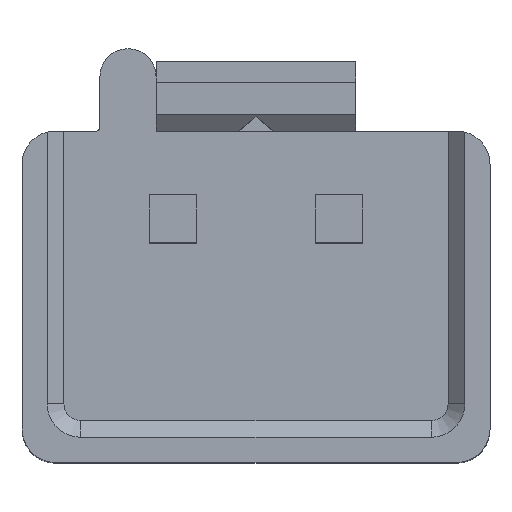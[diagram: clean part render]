
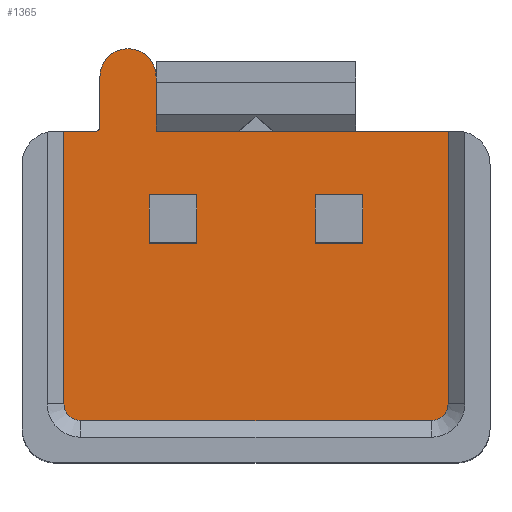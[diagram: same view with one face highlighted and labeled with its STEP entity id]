
A CAD part, top view. The second image highlights one B-rep face of the part: STEP entity #1365.
In plain terms, the highlighted planar face has unit normal (0, 0, 1).
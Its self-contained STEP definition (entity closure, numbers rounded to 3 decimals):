
#167=DIRECTION('',(1.,0.,0.));
#168=VECTOR('',#167,0.735);
#169=CARTESIAN_POINT('',(-4.585,3.955,-9.));
#170=LINE('',#169,#168);
#171=DIRECTION('',(0.,-1.,0.));
#172=VECTOR('',#171,1.185);
#173=CARTESIAN_POINT('',(-3.725,5.265,-9.));
#174=LINE('',#173,#172);
#175=CARTESIAN_POINT('',(-3.055,5.265,-9.));
#176=DIRECTION('',(0.,0.,1.));
#177=DIRECTION('',(1.,0.,0.));
#178=AXIS2_PLACEMENT_3D('',#175,#176,#177);
#180=DIRECTION('',(0.,1.,0.));
#181=VECTOR('',#180,0.231);
#182=CARTESIAN_POINT('',(-2.385,5.034,-9.));
#183=LINE('',#182,#181);
#184=DIRECTION('',(1.,0.,0.));
#185=VECTOR('',#184,4.77);
#186=CARTESIAN_POINT('',(-2.385,3.955,-9.));
#187=LINE('',#186,#185);
#188=DIRECTION('',(1.,0.,0.));
#189=VECTOR('',#188,2.2);
#190=CARTESIAN_POINT('',(2.385,3.955,-9.));
#191=LINE('',#190,#189);
#192=CARTESIAN_POINT('',(4.185,-2.555,-9.));
#193=DIRECTION('',(0.,0.,1.));
#194=DIRECTION('',(0.,-1.,0.));
#195=AXIS2_PLACEMENT_3D('',#192,#193,#194);
#197=DIRECTION('',(-1.,0.,0.));
#198=VECTOR('',#197,8.37);
#199=CARTESIAN_POINT('',(4.185,-2.955,-9.));
#200=LINE('',#199,#198);
#201=CARTESIAN_POINT('',(-4.185,-2.555,-9.));
#202=DIRECTION('',(0.,0.,1.));
#203=DIRECTION('',(-1.,0.,0.));
#204=AXIS2_PLACEMENT_3D('',#201,#202,#203);
#206=DIRECTION('',(0.,-1.,0.));
#207=VECTOR('',#206,1.14);
#208=CARTESIAN_POINT('',(-2.55,2.435,-9.));
#209=LINE('',#208,#207);
#210=DIRECTION('',(1.,0.,0.));
#211=VECTOR('',#210,1.14);
#212=CARTESIAN_POINT('',(-2.55,1.295,-9.));
#213=LINE('',#212,#211);
#214=DIRECTION('',(0.,1.,0.));
#215=VECTOR('',#214,1.14);
#216=CARTESIAN_POINT('',(-1.41,1.295,-9.));
#217=LINE('',#216,#215);
#218=DIRECTION('',(-1.,0.,0.));
#219=VECTOR('',#218,1.14);
#220=CARTESIAN_POINT('',(-1.41,2.435,-9.));
#221=LINE('',#220,#219);
#222=DIRECTION('',(0.,-1.,0.));
#223=VECTOR('',#222,1.14);
#224=CARTESIAN_POINT('',(1.41,2.435,-9.));
#225=LINE('',#224,#223);
#226=DIRECTION('',(1.,0.,0.));
#227=VECTOR('',#226,1.14);
#228=CARTESIAN_POINT('',(1.41,1.295,-9.));
#229=LINE('',#228,#227);
#230=DIRECTION('',(0.,1.,0.));
#231=VECTOR('',#230,1.14);
#232=CARTESIAN_POINT('',(2.55,1.295,-9.));
#233=LINE('',#232,#231);
#234=DIRECTION('',(-1.,0.,0.));
#235=VECTOR('',#234,1.14);
#236=CARTESIAN_POINT('',(2.55,2.435,-9.));
#237=LINE('',#236,#235);
#243=CARTESIAN_POINT('',(-3.85,4.08,-9.));
#244=DIRECTION('',(0.,0.,-1.));
#245=DIRECTION('',(1.,0.,0.));
#246=AXIS2_PLACEMENT_3D('',#243,#244,#245);
#481=DIRECTION('',(0.,1.,0.));
#482=VECTOR('',#481,1.079);
#483=CARTESIAN_POINT('',(-2.385,3.955,-9.));
#484=LINE('',#483,#482);
#537=DIRECTION('',(0.,1.,0.));
#538=VECTOR('',#537,6.51);
#539=CARTESIAN_POINT('',(4.585,-2.555,-9.));
#540=LINE('',#539,#538);
#679=DIRECTION('',(0.,-1.,0.));
#680=VECTOR('',#679,6.51);
#681=CARTESIAN_POINT('',(-4.585,3.955,-9.));
#682=LINE('',#681,#680);
#832=CARTESIAN_POINT('',(2.385,3.955,-9.));
#834=VERTEX_POINT('',#832);
#847=CARTESIAN_POINT('',(4.185,-2.955,-9.));
#848=CARTESIAN_POINT('',(4.585,-2.555,-9.));
#849=VERTEX_POINT('',#847);
#850=VERTEX_POINT('',#848);
#851=CARTESIAN_POINT('',(-4.185,-2.955,-9.));
#852=VERTEX_POINT('',#851);
#853=CARTESIAN_POINT('',(-4.585,-2.555,-9.));
#854=VERTEX_POINT('',#853);
#855=CARTESIAN_POINT('',(4.585,3.955,-9.));
#856=VERTEX_POINT('',#855);
#857=CARTESIAN_POINT('',(-4.585,3.955,-9.));
#858=VERTEX_POINT('',#857);
#859=CARTESIAN_POINT('',(-2.385,5.265,-9.));
#860=CARTESIAN_POINT('',(-3.725,5.265,-9.));
#861=VERTEX_POINT('',#859);
#862=VERTEX_POINT('',#860);
#870=CARTESIAN_POINT('',(-2.385,5.034,-9.));
#872=VERTEX_POINT('',#870);
#873=CARTESIAN_POINT('',(-2.385,3.955,-9.));
#874=VERTEX_POINT('',#873);
#888=CARTESIAN_POINT('',(-3.85,3.955,-9.));
#890=VERTEX_POINT('',#888);
#892=CARTESIAN_POINT('',(-3.725,4.08,-9.));
#894=VERTEX_POINT('',#892);
#978=CARTESIAN_POINT('',(-2.55,2.435,-9.));
#979=CARTESIAN_POINT('',(-2.55,1.295,-9.));
#980=VERTEX_POINT('',#978);
#981=VERTEX_POINT('',#979);
#982=CARTESIAN_POINT('',(-1.41,1.295,-9.));
#983=VERTEX_POINT('',#982);
#984=CARTESIAN_POINT('',(-1.41,2.435,-9.));
#985=VERTEX_POINT('',#984);
#1010=CARTESIAN_POINT('',(1.41,2.435,-9.));
#1011=CARTESIAN_POINT('',(1.41,1.295,-9.));
#1012=VERTEX_POINT('',#1010);
#1013=VERTEX_POINT('',#1011);
#1014=CARTESIAN_POINT('',(2.55,1.295,-9.));
#1015=VERTEX_POINT('',#1014);
#1016=CARTESIAN_POINT('',(2.55,2.435,-9.));
#1017=VERTEX_POINT('',#1016);
#1318=CARTESIAN_POINT('',(-5.585,3.955,-9.));
#1319=DIRECTION('',(0.,0.,1.));
#1320=DIRECTION('',(0.,-1.,0.));
#1321=AXIS2_PLACEMENT_3D('',#1318,#1319,#1320);
#1322=PLANE('',#1321);
#1323=ORIENTED_EDGE('',*,*,#1099,.T.);
#1325=ORIENTED_EDGE('',*,*,#1324,.F.);
#1327=ORIENTED_EDGE('',*,*,#1326,.F.);
#1329=ORIENTED_EDGE('',*,*,#1328,.F.);
#1331=ORIENTED_EDGE('',*,*,#1330,.F.);
#1333=ORIENTED_EDGE('',*,*,#1332,.F.);
#1335=ORIENTED_EDGE('',*,*,#1334,.T.);
#1336=ORIENTED_EDGE('',*,*,#1081,.T.);
#1338=ORIENTED_EDGE('',*,*,#1337,.F.);
#1340=ORIENTED_EDGE('',*,*,#1339,.F.);
#1342=ORIENTED_EDGE('',*,*,#1341,.T.);
#1344=ORIENTED_EDGE('',*,*,#1343,.F.);
#1346=ORIENTED_EDGE('',*,*,#1345,.F.);
#1347=EDGE_LOOP('',(#1323,#1325,#1327,#1329,#1331,#1333,#1335,#1336,#1338,#1340,
#1342,#1344,#1346));
#1348=FACE_OUTER_BOUND('',#1347,.F.);
#1349=ORIENTED_EDGE('',*,*,#1210,.T.);
#1350=ORIENTED_EDGE('',*,*,#1240,.T.);
#1351=ORIENTED_EDGE('',*,*,#1269,.T.);
#1352=ORIENTED_EDGE('',*,*,#1297,.T.);
#1353=EDGE_LOOP('',(#1349,#1350,#1351,#1352));
#1354=FACE_BOUND('',#1353,.F.);
#1356=ORIENTED_EDGE('',*,*,#1355,.T.);
#1358=ORIENTED_EDGE('',*,*,#1357,.T.);
#1360=ORIENTED_EDGE('',*,*,#1359,.T.);
#1362=ORIENTED_EDGE('',*,*,#1361,.T.);
#1363=EDGE_LOOP('',(#1356,#1358,#1360,#1362));
#1364=FACE_BOUND('',#1363,.F.);
#179=CIRCLE('',#178,0.67);
#196=CIRCLE('',#195,0.4);
#205=CIRCLE('',#204,0.4);
#247=CIRCLE('',#246,0.125);
#1081=EDGE_CURVE('',#834,#856,#191,.T.);
#1099=EDGE_CURVE('',#858,#890,#170,.T.);
#1210=EDGE_CURVE('',#980,#981,#209,.T.);
#1240=EDGE_CURVE('',#981,#983,#213,.T.);
#1269=EDGE_CURVE('',#983,#985,#217,.T.);
#1297=EDGE_CURVE('',#985,#980,#221,.T.);
#1324=EDGE_CURVE('',#894,#890,#247,.T.);
#1326=EDGE_CURVE('',#862,#894,#174,.T.);
#1328=EDGE_CURVE('',#861,#862,#179,.T.);
#1330=EDGE_CURVE('',#872,#861,#183,.T.);
#1332=EDGE_CURVE('',#874,#872,#484,.T.);
#1334=EDGE_CURVE('',#874,#834,#187,.T.);
#1337=EDGE_CURVE('',#850,#856,#540,.T.);
#1339=EDGE_CURVE('',#849,#850,#196,.T.);
#1341=EDGE_CURVE('',#849,#852,#200,.T.);
#1343=EDGE_CURVE('',#854,#852,#205,.T.);
#1345=EDGE_CURVE('',#858,#854,#682,.T.);
#1355=EDGE_CURVE('',#1012,#1013,#225,.T.);
#1357=EDGE_CURVE('',#1013,#1015,#229,.T.);
#1359=EDGE_CURVE('',#1015,#1017,#233,.T.);
#1361=EDGE_CURVE('',#1017,#1012,#237,.T.);
#1365=ADVANCED_FACE('',(#1348,#1354,#1364),#1322,.T.);
